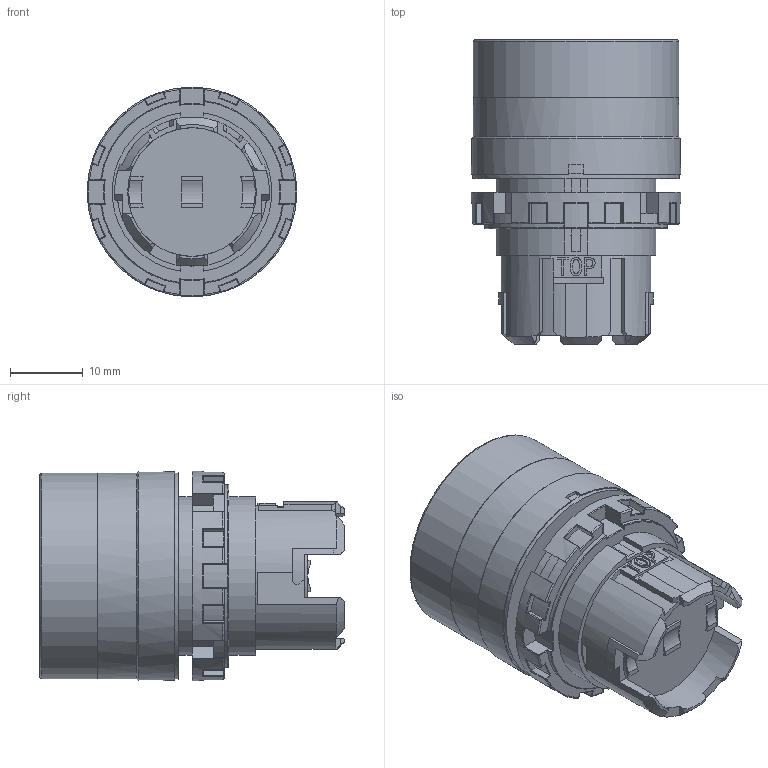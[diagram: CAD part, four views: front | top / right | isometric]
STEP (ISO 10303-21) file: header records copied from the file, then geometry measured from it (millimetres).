
FILE_DESCRIPTION( ( 'Unknown' ), '1' );
FILE_NAME( 'A20B-AF2Ex-Solid3D-20180706.stp', 'Unknown', ( 'Unknown' ), ( 'Unknown' ), 'XStep 1.0', 'Unknown', ' ' );
FILE_SCHEMA( ( 'automotive_design' ) );
Length unit declared in the file: millimetre
Products named in the file (1): BA20LM2801-A20L防觸環-201510
Bounding box: 28.8 x 41.9 x 28.8 mm (x, y, z)
Surface area: 5569.2 mm2 (no closed solid volume)
Topology: 0 solids, 1 shells, 452 faces, 1191 edges, 747 vertices
Faces by surface type: plane 218, cylinder 135, torus 48, bspline 24, extrusion 10, cone 9, sphere 8
Full cylindrical faces by diameter (mm): 24.1 x1, 28.3 x2, 28.5 x1
Entity records: 18701 total; most frequent: CARTESIAN_POINT 4065, ORIENTED_EDGE 2334, DIRECTION 2297, EDGE_CURVE 1167, AXIS2_PLACEMENT_3D 845, VERTEX_POINT 741, VECTOR 607, LINE 597
